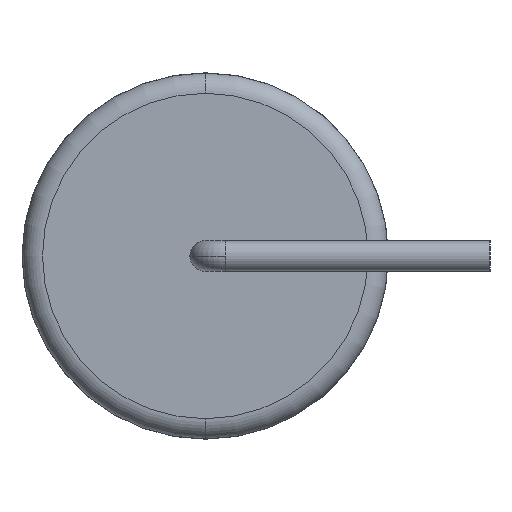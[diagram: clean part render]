
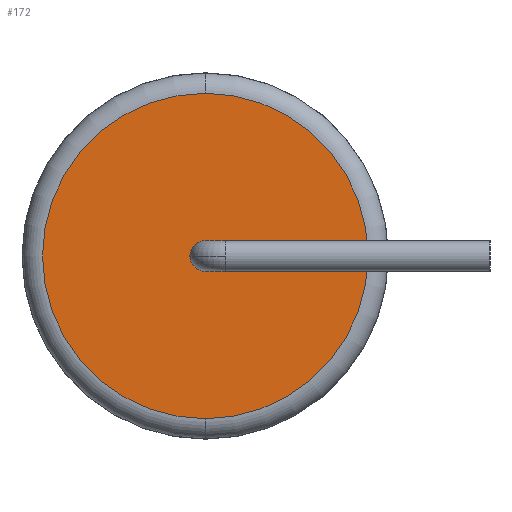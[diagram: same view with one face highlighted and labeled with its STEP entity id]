
A CAD part, left-side view. The second image highlights one B-rep face of the part: STEP entity #172.
In plain terms, the highlighted planar face has unit normal (-1, 0, 0).
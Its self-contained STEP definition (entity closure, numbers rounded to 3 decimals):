
#32 = CARTESIAN_POINT ( 'NONE',  ( -10., 5., -0.375 ) ) ;
#33 = DIRECTION ( 'NONE',  ( 1., 0., 0. ) ) ;
#44 = EDGE_LOOP ( 'NONE', ( #704, #133 ) ) ;
#50 = CIRCLE ( 'NONE', #695, 0.375 ) ;
#59 = AXIS2_PLACEMENT_3D ( 'NONE', #421, #606, #304 ) ;
#108 = CARTESIAN_POINT ( 'NONE',  ( -10., 5., 0. ) ) ;
#133 = ORIENTED_EDGE ( 'NONE', *, *, #387, .T. ) ;
#168 = EDGE_CURVE ( 'NONE', #1072, #832, #682, .T. ) ;
#171 = DIRECTION ( 'NONE',  ( 0., 0., -1. ) ) ;
#172 = ADVANCED_FACE ( 'NONE', ( #813, #638 ), #1134, .F. ) ;
#173 = CARTESIAN_POINT ( 'NONE',  ( -10., 5., -4. ) ) ;
#185 = EDGE_LOOP ( 'NONE', ( #658, #519 ) ) ;
#207 = EDGE_CURVE ( 'NONE', #363, #1040, #375, .T. ) ;
#222 = AXIS2_PLACEMENT_3D ( 'NONE', #839, #357, #928 ) ;
#234 = CARTESIAN_POINT ( 'NONE',  ( -10., 5., 4. ) ) ;
#304 = DIRECTION ( 'NONE',  ( 0., 0., -1. ) ) ;
#357 = DIRECTION ( 'NONE',  ( -1., 0., 0. ) ) ;
#358 = DIRECTION ( 'NONE',  ( -1., 0., 0. ) ) ;
#363 = VERTEX_POINT ( 'NONE', #234 ) ;
#375 = CIRCLE ( 'NONE', #771, 4. ) ;
#387 = EDGE_CURVE ( 'NONE', #1040, #363, #1112, .T. ) ;
#421 = CARTESIAN_POINT ( 'NONE',  ( -10., 5., 0. ) ) ;
#469 = EDGE_CURVE ( 'NONE', #832, #1072, #50, .T. ) ;
#519 = ORIENTED_EDGE ( 'NONE', *, *, #469, .F. ) ;
#586 = AXIS2_PLACEMENT_3D ( 'NONE', #108, #33, #974 ) ;
#606 = DIRECTION ( 'NONE',  ( -1., 0., 0. ) ) ;
#638 = FACE_OUTER_BOUND ( 'NONE', #44, .T. ) ;
#658 = ORIENTED_EDGE ( 'NONE', *, *, #168, .F. ) ;
#682 = CIRCLE ( 'NONE', #59, 0.375 ) ;
#695 = AXIS2_PLACEMENT_3D ( 'NONE', #921, #358, #171 ) ;
#704 = ORIENTED_EDGE ( 'NONE', *, *, #207, .T. ) ;
#771 = AXIS2_PLACEMENT_3D ( 'NONE', #890, #801, #1066 ) ;
#801 = DIRECTION ( 'NONE',  ( -1., 0., 0. ) ) ;
#813 = FACE_BOUND ( 'NONE', #185, .T. ) ;
#832 = VERTEX_POINT ( 'NONE', #32 ) ;
#839 = CARTESIAN_POINT ( 'NONE',  ( -10., 5., 0. ) ) ;
#890 = CARTESIAN_POINT ( 'NONE',  ( -10., 5., 0. ) ) ;
#921 = CARTESIAN_POINT ( 'NONE',  ( -10., 5., 0. ) ) ;
#928 = DIRECTION ( 'NONE',  ( 0., 0., 1. ) ) ;
#974 = DIRECTION ( 'NONE',  ( 0., 0., -1. ) ) ;
#1010 = CARTESIAN_POINT ( 'NONE',  ( -10., 5., 0.375 ) ) ;
#1040 = VERTEX_POINT ( 'NONE', #173 ) ;
#1066 = DIRECTION ( 'NONE',  ( 0., 0., 1. ) ) ;
#1072 = VERTEX_POINT ( 'NONE', #1010 ) ;
#1112 = CIRCLE ( 'NONE', #222, 4. ) ;
#1134 = PLANE ( 'NONE',  #586 ) ;
